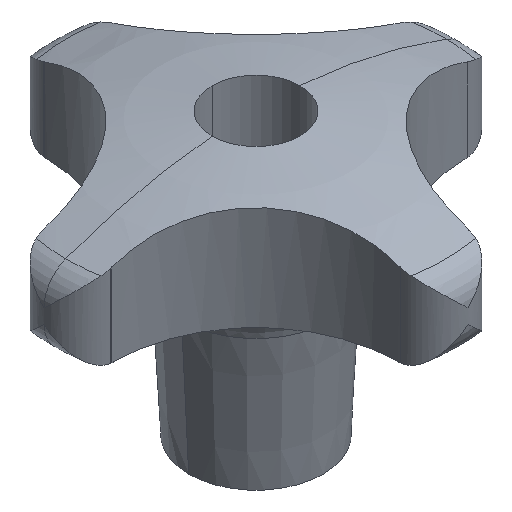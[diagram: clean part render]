
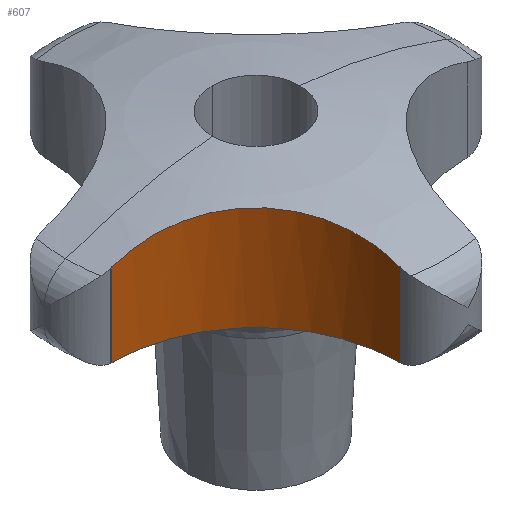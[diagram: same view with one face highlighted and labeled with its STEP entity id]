
A CAD part, isometric view. The second image highlights one B-rep face of the part: STEP entity #607.
In plain terms, the highlighted cylindrical face has radius 21 mm (diameter 42 mm), a partial arc.
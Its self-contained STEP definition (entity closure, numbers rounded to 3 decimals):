
#447=EDGE_CURVE('',#451,#719,#969,.T.);
#451=VERTEX_POINT('',#973);
#491=EDGE_CURVE('',#573,#599,#1015,.T.);
#569=VERTEX_POINT('',#1098);
#573=VERTEX_POINT('',#1102);
#587=EDGE_CURVE('',#451,#605,#1121,.T.);
#591=EDGE_CURVE('',#605,#657,#1125,.T.);
#599=VERTEX_POINT('',#1134);
#605=VERTEX_POINT('',#1141);
#607=ADVANCED_FACE('',(#1143),#1144,.F.);
#617=EDGE_CURVE('',#657,#673,#1154,.T.);
#651=EDGE_CURVE('',#569,#719,#1192,.T.);
#657=VERTEX_POINT('',#1198);
#661=EDGE_CURVE('',#673,#573,#1202,.T.);
#673=VERTEX_POINT('',#1216);
#677=EDGE_CURVE('',#599,#569,#1220,.T.);
#719=VERTEX_POINT('',#1268);
#969=LINE('',#1718,#1719);
#973=CARTESIAN_POINT('',(-4.999,-26.403,25.014));
#1015=B_SPLINE_CURVE_WITH_KNOTS('',3,(#1797,#1798,#1799,#1800),.UNSPECIFIED.,.F.,.F.,(4,4),(-0.457,-0.078),.UNSPECIFIED.);
#1098=CARTESIAN_POINT('',(-26.403,-4.999,37.352));
#1102=CARTESIAN_POINT('',(-26.025,-4.995,25.0));
#1121=B_SPLINE_CURVE_WITH_KNOTS('',3,(#2041,#2042,#2043,#2044),.UNSPECIFIED.,.F.,.F.,(4,4),(-8.475,-8.097),.UNSPECIFIED.);
#1125=CIRCLE('',#2061,21.0);
#1134=CARTESIAN_POINT('',(-26.403,-4.999,25.014));
#1141=CARTESIAN_POINT('',(-4.995,-26.025,25.0));
#1143=FACE_OUTER_BOUND('',#2080,.T.);
#1144=CYLINDRICAL_SURFACE('',#2081,21.0);
#1154=B_SPLINE_CURVE_WITH_KNOTS('',3,(#2114,#2115,#2116,#2117,#2118,#2119,#2120,#2121,#2122,#2123,#2124,#2125,#2126,#2127,#2128,#2129,#2130,#2131,#2132,#2133),.UNSPECIFIED.,.F.,.F.,(4,2,2,2,2,2,2,2,2,4),(-5.619,-4.944,-4.222,-3.754,-3.511,-3.351,-3.197,-2.988,-2.511,-1.04),.UNSPECIFIED.);
#1192=B_SPLINE_CURVE_WITH_KNOTS('',3,(#2189,#2190,#2191,#2192,#2193,#2194,#2195,#2196,#2197,#2198,#2199,#2200,#2201,#2202,#2203,#2204,#2205,#2206,#2207,#2208),.UNSPECIFIED.,.F.,.F.,(4,2,2,2,2,2,2,2,2,4),(28.609,32.35,36.091,39.832,43.573,47.245,50.918,54.591,58.264,61.759),.UNSPECIFIED.);
#1198=CARTESIAN_POINT('',(-9.608,-12.863,25.0));
#1202=CIRCLE('',#2220,21.0);
#1216=CARTESIAN_POINT('',(-12.863,-9.608,25.0));
#1220=LINE('',#2244,#2245);
#1268=CARTESIAN_POINT('',(-4.999,-26.403,37.352));
#1718=CARTESIAN_POINT('',(-4.999,-26.403,0.));
#1719=VECTOR('',#2641,1.0);
#1797=CARTESIAN_POINT('',(-26.025,-4.995,25.0));
#1798=CARTESIAN_POINT('',(-26.151,-4.995,25.0));
#1799=CARTESIAN_POINT('',(-26.277,-4.997,25.005));
#1800=CARTESIAN_POINT('',(-26.403,-4.999,25.014));
#2041=CARTESIAN_POINT('',(-4.999,-26.403,25.014));
#2042=CARTESIAN_POINT('',(-4.997,-26.277,25.005));
#2043=CARTESIAN_POINT('',(-4.995,-26.151,25.0));
#2044=CARTESIAN_POINT('',(-4.995,-26.025,25.0));
#2061=AXIS2_PLACEMENT_3D('',#2797,#2798,#2799);
#2080=EDGE_LOOP('',(#2823,#2824,#2825,#2826,#2827,#2828,#2829,#2830));
#2081=AXIS2_PLACEMENT_3D('',#2831,#2832,#2833);
#2114=CARTESIAN_POINT('',(-9.608,-12.863,25.0));
#2115=CARTESIAN_POINT('',(-9.749,-12.686,25.0));
#2116=CARTESIAN_POINT('',(-9.894,-12.512,24.999));
#2117=CARTESIAN_POINT('',(-10.199,-12.155,24.997));
#2118=CARTESIAN_POINT('',(-10.36,-11.974,24.995));
#2119=CARTESIAN_POINT('',(-10.631,-11.679,24.993));
#2120=CARTESIAN_POINT('',(-10.739,-11.564,24.992));
#2121=CARTESIAN_POINT('',(-10.904,-11.391,24.992));
#2122=CARTESIAN_POINT('',(-10.961,-11.332,24.992));
#2123=CARTESIAN_POINT('',(-11.056,-11.236,24.991));
#2124=CARTESIAN_POINT('',(-11.094,-11.198,24.991));
#2125=CARTESIAN_POINT('',(-11.169,-11.123,24.991));
#2126=CARTESIAN_POINT('',(-11.205,-11.086,24.991));
#2127=CARTESIAN_POINT('',(-11.292,-11.001,24.992));
#2128=CARTESIAN_POINT('',(-11.343,-10.952,24.992));
#2129=CARTESIAN_POINT('',(-11.509,-10.791,24.992));
#2130=CARTESIAN_POINT('',(-11.625,-10.68,24.993));
#2131=CARTESIAN_POINT('',(-12.107,-10.236,24.996));
#2132=CARTESIAN_POINT('',(-12.48,-9.915,25.0));
#2133=CARTESIAN_POINT('',(-12.863,-9.608,25.0));
#2189=CARTESIAN_POINT('',(-26.403,-4.999,37.352));
#2190=CARTESIAN_POINT('',(-25.227,-4.976,37.765));
#2191=CARTESIAN_POINT('',(-23.992,-5.053,38.161));
#2192=CARTESIAN_POINT('',(-21.5,-5.443,38.875));
#2193=CARTESIAN_POINT('',(-20.242,-5.757,39.194));
#2194=CARTESIAN_POINT('',(-17.792,-6.62,39.726));
#2195=CARTESIAN_POINT('',(-16.598,-7.17,39.941));
#2196=CARTESIAN_POINT('',(-14.354,-8.469,40.256));
#2197=CARTESIAN_POINT('',(-13.304,-9.217,40.356));
#2198=CARTESIAN_POINT('',(-11.426,-10.821,40.446));
#2199=CARTESIAN_POINT('',(-10.534,-11.726,40.442));
#2200=CARTESIAN_POINT('',(-8.915,-13.711,40.321));
#2201=CARTESIAN_POINT('',(-8.187,-14.791,40.204));
#2202=CARTESIAN_POINT('',(-6.95,-17.054,39.862));
#2203=CARTESIAN_POINT('',(-6.44,-18.239,39.637));
#2204=CARTESIAN_POINT('',(-5.654,-20.628,39.099));
#2205=CARTESIAN_POINT('',(-5.378,-21.831,38.785));
#2206=CARTESIAN_POINT('',(-5.05,-24.104,38.124));
#2207=CARTESIAN_POINT('',(-4.977,-25.25,37.757));
#2208=CARTESIAN_POINT('',(-4.999,-26.403,37.352));
#2220=AXIS2_PLACEMENT_3D('',#2886,#2887,#2888);
#2244=CARTESIAN_POINT('',(-26.403,-4.999,0.));
#2245=VECTOR('',#2907,1.0);
#2641=DIRECTION('',(0.0,0.,1.0));
#2797=CARTESIAN_POINT('',(-25.995,-25.995,25.0));
#2798=DIRECTION('',(0.,0.,1.0));
#2799=DIRECTION('',(-0.019,1.,0.));
#2823=ORIENTED_EDGE('',*,*,#651,.F.);
#2824=ORIENTED_EDGE('',*,*,#677,.F.);
#2825=ORIENTED_EDGE('',*,*,#491,.F.);
#2826=ORIENTED_EDGE('',*,*,#661,.F.);
#2827=ORIENTED_EDGE('',*,*,#617,.F.);
#2828=ORIENTED_EDGE('',*,*,#591,.F.);
#2829=ORIENTED_EDGE('',*,*,#587,.F.);
#2830=ORIENTED_EDGE('',*,*,#447,.T.);
#2831=CARTESIAN_POINT('',(-25.995,-25.995,0.));
#2832=DIRECTION('',(0.,0.,-1.0));
#2833=DIRECTION('',(-0.019,1.,0.));
#2886=CARTESIAN_POINT('',(-25.995,-25.995,25.0));
#2887=DIRECTION('',(0.,0.,1.0));
#2888=DIRECTION('',(-0.019,1.,0.));
#2907=DIRECTION('',(0.0,0.,1.0));
